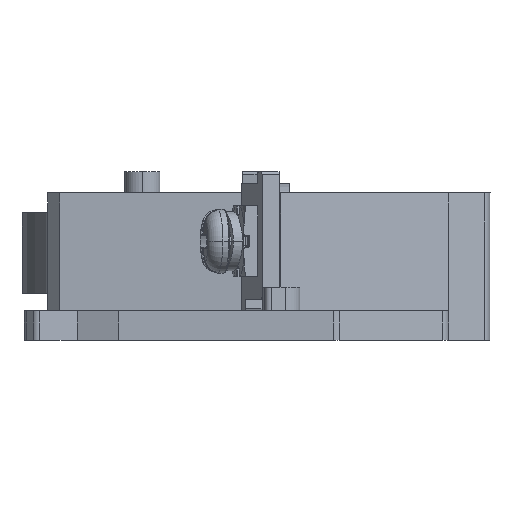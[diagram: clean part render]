
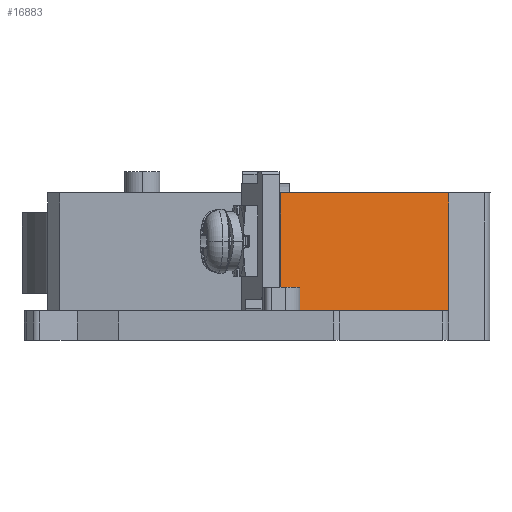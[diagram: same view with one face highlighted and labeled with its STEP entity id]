
A CAD part, left-side view. The second image highlights one B-rep face of the part: STEP entity #16883.
In plain terms, the highlighted planar face has unit normal (0.963, 0.271, 0).
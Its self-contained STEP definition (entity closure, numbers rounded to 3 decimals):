
#2439=DIRECTION('',(-0.271,0.963,0.));
#2440=VECTOR('',#2439,13.181);
#2441=CARTESIAN_POINT('',(8.502,3.5,-11.8));
#2442=LINE('',#2441,#2440);
#2779=DIRECTION('',(0.271,-0.963,0.));
#2780=VECTOR('',#2779,14.789);
#2781=CARTESIAN_POINT('',(4.5,17.737,-1.8));
#2782=LINE('',#2781,#2780);
#4478=DIRECTION('',(0.,0.,-1.));
#4479=VECTOR('',#4478,2.);
#4480=CARTESIAN_POINT('',(4.935,16.189,-9.8));
#4481=LINE('',#4480,#4479);
#4482=DIRECTION('',(0.,0.,1.));
#4483=VECTOR('',#4482,8.);
#4484=CARTESIAN_POINT('',(4.5,17.737,-9.8));
#4485=LINE('',#4484,#4483);
#4486=DIRECTION('',(-0.271,0.963,0.));
#4487=VECTOR('',#4486,1.608);
#4488=CARTESIAN_POINT('',(4.935,16.189,-9.8));
#4489=LINE('',#4488,#4487);
#4521=DIRECTION('',(0.,0.,1.));
#4522=VECTOR('',#4521,10.);
#4523=CARTESIAN_POINT('',(8.502,3.5,-11.8));
#4524=LINE('',#4523,#4522);
#11693=CARTESIAN_POINT('',(8.502,3.5,-1.8));
#11694=VERTEX_POINT('',#11693);
#11695=CARTESIAN_POINT('',(4.5,17.737,-1.8));
#11696=VERTEX_POINT('',#11695);
#11865=CARTESIAN_POINT('',(4.935,16.189,-11.8));
#11866=VERTEX_POINT('',#11865);
#11867=CARTESIAN_POINT('',(8.502,3.5,-11.8));
#11868=VERTEX_POINT('',#11867);
#12093=CARTESIAN_POINT('',(4.5,17.737,-9.8));
#12094=VERTEX_POINT('',#12093);
#12097=CARTESIAN_POINT('',(4.935,16.189,-9.8));
#12098=VERTEX_POINT('',#12097);
#16868=CARTESIAN_POINT('',(6.501,10.618,-6.8));
#16869=DIRECTION('',(0.963,0.271,0.));
#16870=DIRECTION('',(-0.271,0.963,0.));
#16871=AXIS2_PLACEMENT_3D('',#16868,#16869,#16870);
#16872=PLANE('',#16871);
#16874=ORIENTED_EDGE('',*,*,#16873,.F.);
#16875=ORIENTED_EDGE('',*,*,#16860,.T.);
#16876=ORIENTED_EDGE('',*,*,#13998,.F.);
#16878=ORIENTED_EDGE('',*,*,#16877,.T.);
#16879=ORIENTED_EDGE('',*,*,#14281,.F.);
#16880=ORIENTED_EDGE('',*,*,#16773,.F.);
#16881=EDGE_LOOP('',(#16874,#16875,#16876,#16878,#16879,#16880));
#16882=FACE_OUTER_BOUND('',#16881,.F.);
#13998=EDGE_CURVE('',#11868,#11866,#2442,.T.);
#14281=EDGE_CURVE('',#11696,#11694,#2782,.T.);
#16773=EDGE_CURVE('',#12094,#11696,#4485,.T.);
#16860=EDGE_CURVE('',#12098,#11866,#4481,.T.);
#16873=EDGE_CURVE('',#12098,#12094,#4489,.T.);
#16877=EDGE_CURVE('',#11868,#11694,#4524,.T.);
#16883=ADVANCED_FACE('',(#16882),#16872,.T.);
